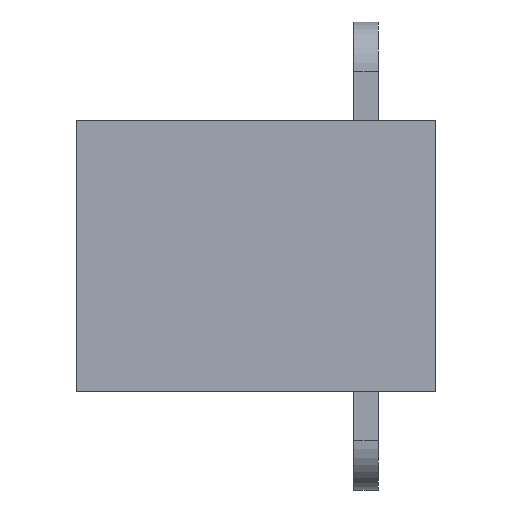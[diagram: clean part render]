
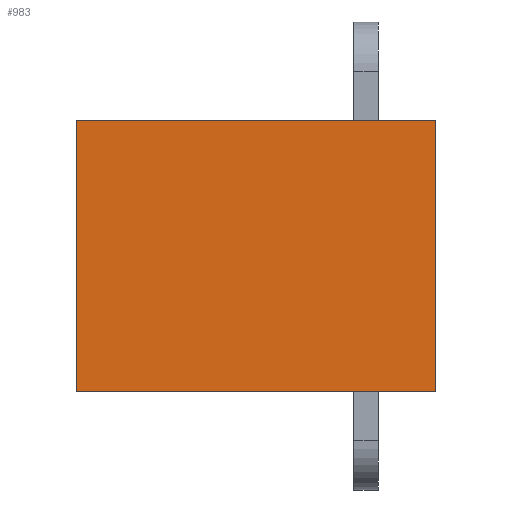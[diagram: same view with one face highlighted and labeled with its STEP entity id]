
A CAD part, left-side view. The second image highlights one B-rep face of the part: STEP entity #983.
In plain terms, the highlighted planar face has unit normal (-1, 0, 0).
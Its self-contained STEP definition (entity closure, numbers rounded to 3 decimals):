
#2 = EDGE_CURVE ( 'NONE', #1751, #869, #142, .T. ) ;
#142 = LINE ( 'NONE', #2004, #621 ) ;
#194 = DIRECTION ( 'NONE',  ( 0., 0., -1. ) ) ;
#359 = FACE_OUTER_BOUND ( 'NONE', #1051, .T. ) ;
#380 = EDGE_CURVE ( 'NONE', #2006, #869, #2344, .T. ) ;
#397 = CARTESIAN_POINT ( 'NONE',  ( 22.945, 24.819, -63.15 ) ) ;
#451 = AXIS2_PLACEMENT_3D ( 'NONE', #2315, #1677, #864 ) ;
#621 = VECTOR ( 'NONE', #1006, 1000. ) ;
#673 = PLANE ( 'NONE',  #451 ) ;
#696 = CARTESIAN_POINT ( 'NONE',  ( 22.945, 68.569, -51.97 ) ) ;
#711 = VECTOR ( 'NONE', #1386, 1000. ) ;
#748 = EDGE_CURVE ( 'NONE', #2006, #1977, #1670, .T. ) ;
#864 = DIRECTION ( 'NONE',  ( 0., 0., -1. ) ) ;
#869 = VERTEX_POINT ( 'NONE', #1242 ) ;
#872 = ORIENTED_EDGE ( 'NONE', *, *, #380, .T. ) ;
#983 = ADVANCED_FACE ( 'NONE', ( #359 ), #673, .T. ) ;
#1006 = DIRECTION ( 'NONE',  ( 0., 0., 1. ) ) ;
#1051 = EDGE_LOOP ( 'NONE', ( #1468, #1067, #2358, #872 ) ) ;
#1067 = ORIENTED_EDGE ( 'NONE', *, *, #1270, .F. ) ;
#1115 = DIRECTION ( 'NONE',  ( 0., 1., 0. ) ) ;
#1140 = VECTOR ( 'NONE', #194, 1000. ) ;
#1242 = CARTESIAN_POINT ( 'NONE',  ( 22.945, 68.569, -51.97 ) ) ;
#1270 = EDGE_CURVE ( 'NONE', #1977, #1751, #1629, .T. ) ;
#1364 = CARTESIAN_POINT ( 'NONE',  ( 22.945, 68.569, -85.025 ) ) ;
#1386 = DIRECTION ( 'NONE',  ( 0., 1., 0. ) ) ;
#1468 = ORIENTED_EDGE ( 'NONE', *, *, #2, .F. ) ;
#1629 = LINE ( 'NONE', #1364, #711 ) ;
#1659 = CARTESIAN_POINT ( 'NONE',  ( 22.945, 68.569, -85.025 ) ) ;
#1663 = VECTOR ( 'NONE', #1115, 1000. ) ;
#1670 = LINE ( 'NONE', #397, #1140 ) ;
#1677 = DIRECTION ( 'NONE',  ( -1., 0., 0. ) ) ;
#1751 = VERTEX_POINT ( 'NONE', #1659 ) ;
#1879 = CARTESIAN_POINT ( 'NONE',  ( 22.945, 24.819, -85.025 ) ) ;
#1952 = CARTESIAN_POINT ( 'NONE',  ( 22.945, 24.819, -51.97 ) ) ;
#1977 = VERTEX_POINT ( 'NONE', #1879 ) ;
#2004 = CARTESIAN_POINT ( 'NONE',  ( 22.945, 68.569, -63.15 ) ) ;
#2006 = VERTEX_POINT ( 'NONE', #1952 ) ;
#2315 = CARTESIAN_POINT ( 'NONE',  ( 22.945, 46.694, -21.813 ) ) ;
#2344 = LINE ( 'NONE', #696, #1663 ) ;
#2358 = ORIENTED_EDGE ( 'NONE', *, *, #748, .F. ) ;
